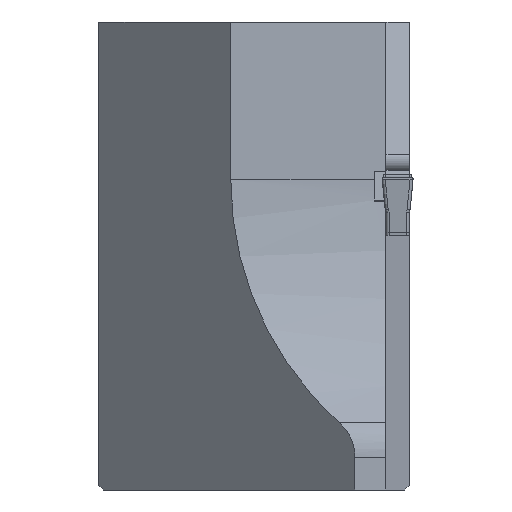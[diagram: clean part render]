
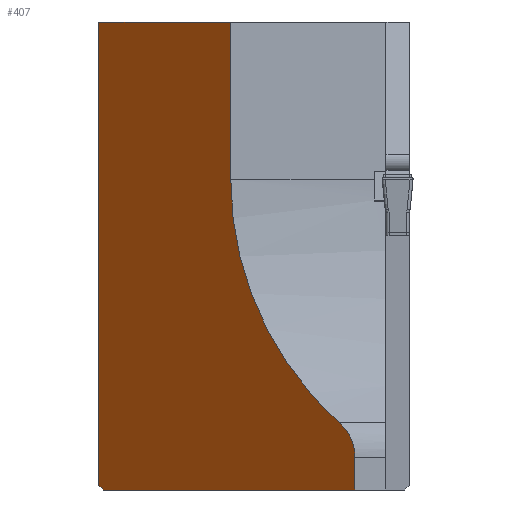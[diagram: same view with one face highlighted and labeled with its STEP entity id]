
A CAD part, left-side view. The second image highlights one B-rep face of the part: STEP entity #407.
In plain terms, the highlighted planar face has unit normal (-0.707, 0.707, 0).
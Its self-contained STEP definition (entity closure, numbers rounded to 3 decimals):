
#346=ELLIPSE('',#1772,4.243,3.);
#349=ELLIPSE('',#1798,29.698,21.);
#407=ADVANCED_FACE('',(#543),#482,.F.);
#482=PLANE('',#1803);
#543=FACE_OUTER_BOUND('',#622,.T.);
#622=EDGE_LOOP('',(#829,#830,#831,#832,#833,#834,#835,#836));
#829=ORIENTED_EDGE('',*,*,#1312,.F.);
#830=ORIENTED_EDGE('',*,*,#1308,.F.);
#831=ORIENTED_EDGE('',*,*,#1248,.F.);
#832=ORIENTED_EDGE('',*,*,#1263,.F.);
#833=ORIENTED_EDGE('',*,*,#1255,.F.);
#834=ORIENTED_EDGE('',*,*,#1272,.F.);
#835=ORIENTED_EDGE('',*,*,#1259,.F.);
#836=ORIENTED_EDGE('',*,*,#1262,.F.);
#1114=VERTEX_POINT('',#2333);
#1115=VERTEX_POINT('',#2335);
#1120=VERTEX_POINT('',#2348);
#1122=VERTEX_POINT('',#2351);
#1124=VERTEX_POINT('',#2357);
#1125=VERTEX_POINT('',#2359);
#1126=VERTEX_POINT('',#2363);
#1150=VERTEX_POINT('',#2452);
#1248=EDGE_CURVE('',#1114,#1115,#1449,.T.);
#1255=EDGE_CURVE('',#1120,#1122,#1456,.T.);
#1259=EDGE_CURVE('',#1124,#1125,#1460,.T.);
#1262=EDGE_CURVE('',#1126,#1124,#346,.T.);
#1263=EDGE_CURVE('',#1122,#1114,#1463,.T.);
#1272=EDGE_CURVE('',#1125,#1120,#1471,.T.);
#1308=EDGE_CURVE('',#1115,#1150,#1503,.T.);
#1312=EDGE_CURVE('',#1150,#1126,#349,.T.);
#1449=LINE('',#2334,#1612);
#1456=LINE('',#2350,#1619);
#1460=LINE('',#2358,#1623);
#1463=LINE('',#2366,#1626);
#1471=LINE('',#2382,#1634);
#1503=LINE('',#2451,#1666);
#1612=VECTOR('',#1915,1.);
#1619=VECTOR('',#1926,1.);
#1623=VECTOR('',#1932,1.);
#1626=VECTOR('',#1941,1.);
#1634=VECTOR('',#1955,1.);
#1666=VECTOR('',#2025,1.);
#1772=AXIS2_PLACEMENT_3D('',#2364,#1937,#1938);
#1798=AXIS2_PLACEMENT_3D('',#2458,#2032,#2033);
#1803=AXIS2_PLACEMENT_3D('',#2466,#2043,#2044);
#1915=DIRECTION('',(-0.707,-0.707,0.));
#1926=DIRECTION('',(0.577,0.577,0.577));
#1932=DIRECTION('',(0.,0.,-1.));
#1937=DIRECTION('',(0.707,-0.707,0.));
#1938=DIRECTION('',(-0.707,-0.707,0.));
#1941=DIRECTION('',(0.,0.,1.));
#1955=DIRECTION('',(0.707,0.707,0.));
#2025=DIRECTION('',(0.,0.,-1.));
#2032=DIRECTION('',(-0.707,0.707,0.));
#2033=DIRECTION('',(-0.707,-0.707,0.));
#2043=DIRECTION('',(0.707,-0.707,0.));
#2044=DIRECTION('',(0.707,0.707,0.));
#2333=CARTESIAN_POINT('',(29.5,0.,10.15));
#2334=CARTESIAN_POINT('',(13.,-16.5,10.15));
#2335=CARTESIAN_POINT('',(21.,-8.5,10.15));
#2348=CARTESIAN_POINT('',(29.2,-0.3,-20.));
#2350=CARTESIAN_POINT('',(17.783,-11.717,-31.417));
#2351=CARTESIAN_POINT('',(29.5,0.,-19.7));
#2357=CARTESIAN_POINT('',(13.,-16.5,-17.889));
#2358=CARTESIAN_POINT('',(13.,-16.5,-21.85));
#2359=CARTESIAN_POINT('',(13.,-16.5,-20.));
#2363=CARTESIAN_POINT('',(14.,-15.5,-15.652));
#2364=CARTESIAN_POINT('',(16.,-13.5,-17.889));
#2366=CARTESIAN_POINT('',(29.5,0.,-21.85));
#2382=CARTESIAN_POINT('',(13.,-16.5,-20.));
#2451=CARTESIAN_POINT('',(21.,-8.5,-21.85));
#2452=CARTESIAN_POINT('',(21.,-8.5,0.));
#2458=CARTESIAN_POINT('',(0.,-29.5,0.));
#2466=CARTESIAN_POINT('',(13.,-16.5,-21.85));
